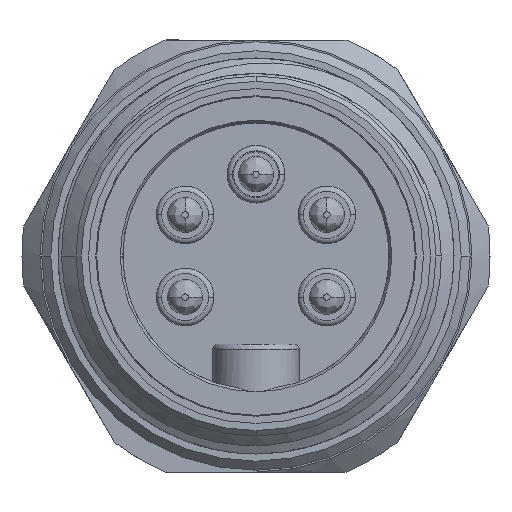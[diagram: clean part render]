
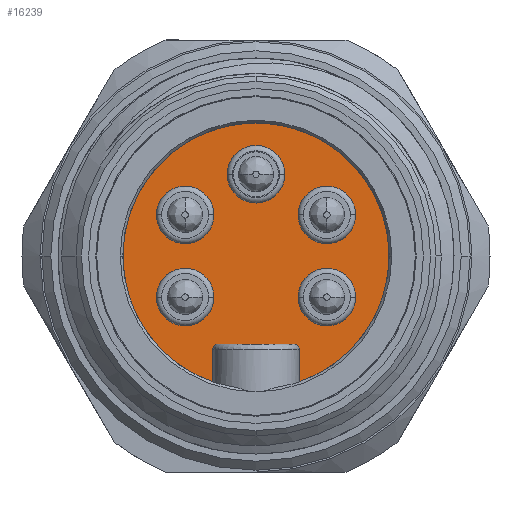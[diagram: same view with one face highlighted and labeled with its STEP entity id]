
A CAD part, front view. The second image highlights one B-rep face of the part: STEP entity #16239.
In plain terms, the highlighted planar face has unit normal (0, -1, 0).
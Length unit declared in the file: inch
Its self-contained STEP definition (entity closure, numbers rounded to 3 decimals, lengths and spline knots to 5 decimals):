
#4450=DIRECTION('',(1.,0.,0.));
#4451=VECTOR('',#4450,0.16535);
#4452=CARTESIAN_POINT('',(-0.08268,-0.11024,
-0.19252));
#4453=LINE('',#4452,#4451);
#4462=DIRECTION('',(0.,0.,-1.));
#4463=VECTOR('',#4462,0.07126);
#4464=CARTESIAN_POINT('',(0.09449,-0.11024,
-0.20433));
#4465=LINE('',#4464,#4463);
#4466=CARTESIAN_POINT('',(0.08268,-0.11024,
-0.20433));
#4467=DIRECTION('',(0.,-1.,0.));
#4468=DIRECTION('',(1.,0.,0.));
#4469=AXIS2_PLACEMENT_3D('',#4466,#4467,#4468);
#4471=CARTESIAN_POINT('',(-0.08268,-0.11024,
-0.20433));
#4472=DIRECTION('',(0.,-1.,0.));
#4473=DIRECTION('',(0.,0.,1.));
#4474=AXIS2_PLACEMENT_3D('',#4471,#4472,#4473);
#4476=CARTESIAN_POINT('',(0.,-0.11024,0.));
#4477=DIRECTION('',(0.,1.,0.));
#4478=DIRECTION('',(-0.324,0.,-0.946));
#4479=AXIS2_PLACEMENT_3D('',#4476,#4477,#4478);
#4481=CARTESIAN_POINT('',(0.15512,-0.11024,
0.08976));
#4482=DIRECTION('',(0.,-1.,0.));
#4483=DIRECTION('',(1.,0.,0.));
#4484=AXIS2_PLACEMENT_3D('',#4481,#4482,#4483);
#4486=CARTESIAN_POINT('',(0.15512,-0.11024,
0.08976));
#4487=DIRECTION('',(0.,-1.,0.));
#4488=DIRECTION('',(-1.,0.,0.));
#4489=AXIS2_PLACEMENT_3D('',#4486,#4487,#4488);
#4491=CARTESIAN_POINT('',(-0.15512,-0.11024,
-0.08976));
#4492=DIRECTION('',(0.,-1.,0.));
#4493=DIRECTION('',(1.,0.,0.));
#4494=AXIS2_PLACEMENT_3D('',#4491,#4492,#4493);
#4496=CARTESIAN_POINT('',(-0.15512,-0.11024,
-0.08976));
#4497=DIRECTION('',(0.,-1.,0.));
#4498=DIRECTION('',(-1.,0.,0.));
#4499=AXIS2_PLACEMENT_3D('',#4496,#4497,#4498);
#4501=CARTESIAN_POINT('',(0.15512,-0.11024,
-0.08976));
#4502=DIRECTION('',(0.,-1.,0.));
#4503=DIRECTION('',(1.,0.,0.));
#4504=AXIS2_PLACEMENT_3D('',#4501,#4502,#4503);
#4506=CARTESIAN_POINT('',(0.15512,-0.11024,
-0.08976));
#4507=DIRECTION('',(0.,-1.,0.));
#4508=DIRECTION('',(-1.,0.,0.));
#4509=AXIS2_PLACEMENT_3D('',#4506,#4507,#4508);
#4511=CARTESIAN_POINT('',(0.,-0.11024,0.17874));
#4512=DIRECTION('',(0.,-1.,0.));
#4513=DIRECTION('',(1.,0.,0.));
#4514=AXIS2_PLACEMENT_3D('',#4511,#4512,#4513);
#4516=CARTESIAN_POINT('',(0.,-0.11024,0.17874));
#4517=DIRECTION('',(0.,-1.,0.));
#4518=DIRECTION('',(-1.,0.,0.));
#4519=AXIS2_PLACEMENT_3D('',#4516,#4517,#4518);
#4541=CARTESIAN_POINT('',(-0.15512,-0.11024,
0.08976));
#4542=DIRECTION('',(0.,-1.,0.));
#4543=DIRECTION('',(1.,0.,0.));
#4544=AXIS2_PLACEMENT_3D('',#4541,#4542,#4543);
#4546=CARTESIAN_POINT('',(-0.15512,-0.11024,
0.08976));
#4547=DIRECTION('',(0.,-1.,0.));
#4548=DIRECTION('',(-1.,0.,0.));
#4549=AXIS2_PLACEMENT_3D('',#4546,#4547,#4548);
#4559=DIRECTION('',(0.,0.,1.));
#4560=VECTOR('',#4559,0.07126);
#4561=CARTESIAN_POINT('',(-0.09449,-0.11024,
-0.27559));
#4562=LINE('',#4561,#4560);
#10609=CARTESIAN_POINT('',(0.09449,-0.11024,
-0.27559));
#10610=VERTEX_POINT('',#10609);
#10611=CARTESIAN_POINT('',(-0.09449,-0.11024,
-0.27559));
#10613=VERTEX_POINT('',#10611);
#10629=CARTESIAN_POINT('',(0.08268,-0.11024,
-0.19252));
#10630=VERTEX_POINT('',#10629);
#10631=CARTESIAN_POINT('',(-0.08268,-0.11024,
-0.19252));
#10632=VERTEX_POINT('',#10631);
#10633=CARTESIAN_POINT('',(0.09449,-0.11024,
-0.20433));
#10634=VERTEX_POINT('',#10633);
#10635=CARTESIAN_POINT('',(-0.09449,-0.11024,
-0.20433));
#10636=VERTEX_POINT('',#10635);
#11594=CARTESIAN_POINT('',(0.21811,-0.11024,
0.08976));
#11595=CARTESIAN_POINT('',(0.09213,-0.11024,
0.08976));
#11596=VERTEX_POINT('',#11594);
#11597=VERTEX_POINT('',#11595);
#11598=CARTESIAN_POINT('',(-0.09213,-0.11024,
-0.08976));
#11599=CARTESIAN_POINT('',(-0.21811,-0.11024,
-0.08976));
#11600=VERTEX_POINT('',#11598);
#11601=VERTEX_POINT('',#11599);
#11602=CARTESIAN_POINT('',(0.21811,-0.11024,
-0.08976));
#11603=CARTESIAN_POINT('',(0.09213,-0.11024,
-0.08976));
#11604=VERTEX_POINT('',#11602);
#11605=VERTEX_POINT('',#11603);
#11606=CARTESIAN_POINT('',(0.06299,-0.11024,
0.17874));
#11607=CARTESIAN_POINT('',(-0.06299,-0.11024,
0.17874));
#11608=VERTEX_POINT('',#11606);
#11609=VERTEX_POINT('',#11607);
#11618=CARTESIAN_POINT('',(-0.09213,-0.11024,
0.08976));
#11619=CARTESIAN_POINT('',(-0.21811,-0.11024,
0.08976));
#11620=VERTEX_POINT('',#11618);
#11621=VERTEX_POINT('',#11619);
#16194=CARTESIAN_POINT('',(-0.14567,-0.11024,0.));
#16195=DIRECTION('',(0.,-1.,0.));
#16196=DIRECTION('',(0.,0.,-1.));
#16197=AXIS2_PLACEMENT_3D('',#16194,#16195,#16196);
#16198=PLANE('',#16197);
#16199=ORIENTED_EDGE('',*,*,#16187,.F.);
#16200=ORIENTED_EDGE('',*,*,#16176,.T.);
#16201=ORIENTED_EDGE('',*,*,#16162,.F.);
#16203=ORIENTED_EDGE('',*,*,#16202,.T.);
#16205=ORIENTED_EDGE('',*,*,#16204,.F.);
#16206=ORIENTED_EDGE('',*,*,#16086,.T.);
#16207=EDGE_LOOP('',(#16199,#16200,#16201,#16203,#16205,#16206));
#16208=FACE_OUTER_BOUND('',#16207,.F.);
#16210=ORIENTED_EDGE('',*,*,#16209,.T.);
#16212=ORIENTED_EDGE('',*,*,#16211,.T.);
#16213=EDGE_LOOP('',(#16210,#16212));
#16214=FACE_BOUND('',#16213,.F.);
#16216=ORIENTED_EDGE('',*,*,#16215,.T.);
#16218=ORIENTED_EDGE('',*,*,#16217,.T.);
#16219=EDGE_LOOP('',(#16216,#16218));
#16220=FACE_BOUND('',#16219,.F.);
#16222=ORIENTED_EDGE('',*,*,#16221,.T.);
#16224=ORIENTED_EDGE('',*,*,#16223,.T.);
#16225=EDGE_LOOP('',(#16222,#16224));
#16226=FACE_BOUND('',#16225,.F.);
#16228=ORIENTED_EDGE('',*,*,#16227,.T.);
#16230=ORIENTED_EDGE('',*,*,#16229,.T.);
#16231=EDGE_LOOP('',(#16228,#16230));
#16232=FACE_BOUND('',#16231,.F.);
#16234=ORIENTED_EDGE('',*,*,#16233,.T.);
#16236=ORIENTED_EDGE('',*,*,#16235,.T.);
#16237=EDGE_LOOP('',(#16234,#16236));
#16238=FACE_BOUND('',#16237,.F.);
#16239=ADVANCED_FACE('',(#16208,#16214,#16220,#16226,#16232,#16238),#16198,.T.);
#4470=CIRCLE('',#4469,0.01181);
#4475=CIRCLE('',#4474,0.01181);
#4480=CIRCLE('',#4479,0.29134);
#4485=CIRCLE('',#4484,0.06299);
#4490=CIRCLE('',#4489,0.06299);
#4495=CIRCLE('',#4494,0.06299);
#4500=CIRCLE('',#4499,0.06299);
#4505=CIRCLE('',#4504,0.06299);
#4510=CIRCLE('',#4509,0.06299);
#4515=CIRCLE('',#4514,0.06299);
#4520=CIRCLE('',#4519,0.06299);
#4545=CIRCLE('',#4544,0.06299);
#4550=CIRCLE('',#4549,0.06299);
#16086=EDGE_CURVE('',#10613,#10610,#4480,.T.);
#16162=EDGE_CURVE('',#10632,#10630,#4453,.T.);
#16176=EDGE_CURVE('',#10634,#10630,#4470,.T.);
#16187=EDGE_CURVE('',#10634,#10610,#4465,.T.);
#16202=EDGE_CURVE('',#10632,#10636,#4475,.T.);
#16204=EDGE_CURVE('',#10613,#10636,#4562,.T.);
#16209=EDGE_CURVE('',#11596,#11597,#4485,.T.);
#16211=EDGE_CURVE('',#11597,#11596,#4490,.T.);
#16215=EDGE_CURVE('',#11600,#11601,#4495,.T.);
#16217=EDGE_CURVE('',#11601,#11600,#4500,.T.);
#16221=EDGE_CURVE('',#11604,#11605,#4505,.T.);
#16223=EDGE_CURVE('',#11605,#11604,#4510,.T.);
#16227=EDGE_CURVE('',#11608,#11609,#4515,.T.);
#16229=EDGE_CURVE('',#11609,#11608,#4520,.T.);
#16233=EDGE_CURVE('',#11620,#11621,#4545,.T.);
#16235=EDGE_CURVE('',#11621,#11620,#4550,.T.);
